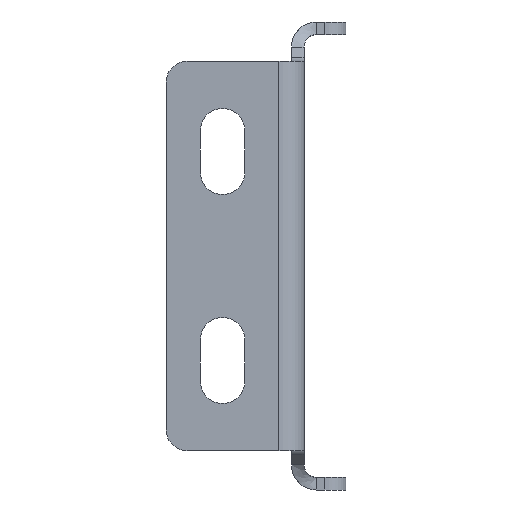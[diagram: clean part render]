
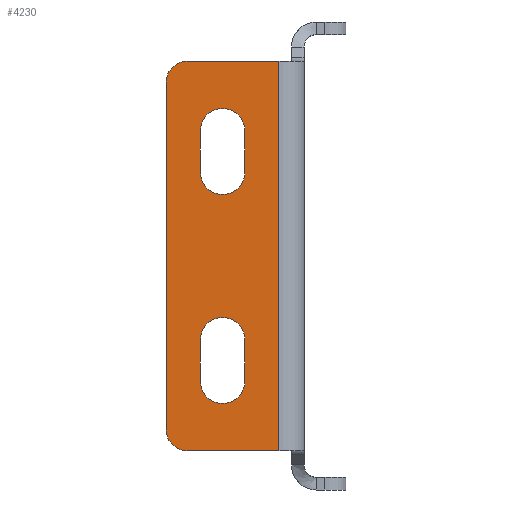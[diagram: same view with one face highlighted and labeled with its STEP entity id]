
A CAD part, front view. The second image highlights one B-rep face of the part: STEP entity #4230.
In plain terms, the highlighted planar face has unit normal (0, -1, 0).
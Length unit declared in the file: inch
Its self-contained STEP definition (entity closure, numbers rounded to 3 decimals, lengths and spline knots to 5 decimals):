
#989=CARTESIAN_POINT('',(-0.7,-2.175,-1.04));
#990=DIRECTION('',(0.,-1.,0.));
#991=DIRECTION('',(-1.,0.,0.));
#992=AXIS2_PLACEMENT_3D('',#989,#990,#991);
#994=DIRECTION('',(0.,0.,-1.));
#995=VECTOR('',#994,2.08);
#996=CARTESIAN_POINT('',(-0.825,-2.175,1.04));
#997=LINE('',#996,#995);
#998=CARTESIAN_POINT('',(-0.7,-2.175,1.04));
#999=DIRECTION('',(0.,-1.,0.));
#1000=DIRECTION('',(0.,0.,1.));
#1001=AXIS2_PLACEMENT_3D('',#998,#999,#1000);
#1003=DIRECTION('',(-1.,0.,0.));
#1004=VECTOR('',#1003,0.55);
#1005=CARTESIAN_POINT('',(-0.15,-2.175,1.165));
#1006=LINE('',#1005,#1004);
#1007=DIRECTION('',(1.,0.,0.));
#1008=VECTOR('',#1007,0.55);
#1009=CARTESIAN_POINT('',(-0.7,-2.175,-1.165));
#1010=LINE('',#1009,#1008);
#1011=DIRECTION('',(0.,0.,1.));
#1012=VECTOR('',#1011,0.25);
#1013=CARTESIAN_POINT('',(-0.3545,-2.175,-0.75));
#1014=LINE('',#1013,#1012);
#1015=CARTESIAN_POINT('',(-0.4875,-2.175,-0.5));
#1016=DIRECTION('',(0.,1.,0.));
#1017=DIRECTION('',(-1.,0.,0.));
#1018=AXIS2_PLACEMENT_3D('',#1015,#1016,#1017);
#1020=DIRECTION('',(0.,0.,-1.));
#1021=VECTOR('',#1020,0.25);
#1022=CARTESIAN_POINT('',(-0.6205,-2.175,-0.5));
#1023=LINE('',#1022,#1021);
#1024=CARTESIAN_POINT('',(-0.4875,-2.175,-0.75));
#1025=DIRECTION('',(0.,1.,0.));
#1026=DIRECTION('',(1.,0.,0.));
#1027=AXIS2_PLACEMENT_3D('',#1024,#1025,#1026);
#1029=CARTESIAN_POINT('',(-0.4875,-2.175,0.75));
#1030=DIRECTION('',(0.,1.,0.));
#1031=DIRECTION('',(-1.,0.,0.));
#1032=AXIS2_PLACEMENT_3D('',#1029,#1030,#1031);
#1034=DIRECTION('',(0.,0.,-1.));
#1035=VECTOR('',#1034,0.25);
#1036=CARTESIAN_POINT('',(-0.6205,-2.175,0.75));
#1037=LINE('',#1036,#1035);
#1038=CARTESIAN_POINT('',(-0.4875,-2.175,0.5));
#1039=DIRECTION('',(0.,1.,0.));
#1040=DIRECTION('',(1.,0.,0.));
#1041=AXIS2_PLACEMENT_3D('',#1038,#1039,#1040);
#1043=DIRECTION('',(0.,0.,1.));
#1044=VECTOR('',#1043,0.25);
#1045=CARTESIAN_POINT('',(-0.3545,-2.175,0.5));
#1046=LINE('',#1045,#1044);
#1047=DIRECTION('',(0.,0.,1.));
#1048=VECTOR('',#1047,2.33);
#1049=CARTESIAN_POINT('',(-0.15,-2.175,-1.165));
#1050=LINE('',#1049,#1048);
#2557=CARTESIAN_POINT('',(-0.15,-2.175,-1.165));
#2558=CARTESIAN_POINT('',(-0.15,-2.175,1.165));
#2559=VERTEX_POINT('',#2557);
#2560=VERTEX_POINT('',#2558);
#2629=CARTESIAN_POINT('',(-0.6205,-2.175,0.75));
#2630=CARTESIAN_POINT('',(-0.3545,-2.175,0.75));
#2631=VERTEX_POINT('',#2629);
#2632=VERTEX_POINT('',#2630);
#2633=CARTESIAN_POINT('',(-0.6205,-2.175,0.5));
#2634=VERTEX_POINT('',#2633);
#2635=CARTESIAN_POINT('',(-0.3545,-2.175,0.5));
#2636=VERTEX_POINT('',#2635);
#2637=CARTESIAN_POINT('',(-0.3545,-2.175,-0.75));
#2638=CARTESIAN_POINT('',(-0.3545,-2.175,-0.5));
#2639=VERTEX_POINT('',#2637);
#2640=VERTEX_POINT('',#2638);
#2641=CARTESIAN_POINT('',(-0.6205,-2.175,-0.5));
#2642=VERTEX_POINT('',#2641);
#2643=CARTESIAN_POINT('',(-0.6205,-2.175,-0.75));
#2644=VERTEX_POINT('',#2643);
#2649=CARTESIAN_POINT('',(-0.825,-2.175,-1.04));
#2650=VERTEX_POINT('',#2649);
#2651=CARTESIAN_POINT('',(-0.7,-2.175,-1.165));
#2652=VERTEX_POINT('',#2651);
#2657=CARTESIAN_POINT('',(-0.7,-2.175,1.165));
#2658=VERTEX_POINT('',#2657);
#2659=CARTESIAN_POINT('',(-0.825,-2.175,1.04));
#2660=VERTEX_POINT('',#2659);
#4195=CARTESIAN_POINT('',(-0.075,-2.175,0.61139));
#4196=DIRECTION('',(0.,-1.,0.));
#4197=DIRECTION('',(0.,0.,1.));
#4198=AXIS2_PLACEMENT_3D('',#4195,#4196,#4197);
#4199=PLANE('',#4198);
#4200=ORIENTED_EDGE('',*,*,#4147,.F.);
#4201=ORIENTED_EDGE('',*,*,#4163,.F.);
#4202=ORIENTED_EDGE('',*,*,#4176,.F.);
#4203=ORIENTED_EDGE('',*,*,#4190,.F.);
#4205=ORIENTED_EDGE('',*,*,#4204,.F.);
#4207=ORIENTED_EDGE('',*,*,#4206,.F.);
#4208=EDGE_LOOP('',(#4200,#4201,#4202,#4203,#4205,#4207));
#4209=FACE_OUTER_BOUND('',#4208,.F.);
#4211=ORIENTED_EDGE('',*,*,#4210,.T.);
#4213=ORIENTED_EDGE('',*,*,#4212,.F.);
#4215=ORIENTED_EDGE('',*,*,#4214,.T.);
#4217=ORIENTED_EDGE('',*,*,#4216,.F.);
#4218=EDGE_LOOP('',(#4211,#4213,#4215,#4217));
#4219=FACE_BOUND('',#4218,.F.);
#4221=ORIENTED_EDGE('',*,*,#4220,.F.);
#4223=ORIENTED_EDGE('',*,*,#4222,.T.);
#4225=ORIENTED_EDGE('',*,*,#4224,.F.);
#4227=ORIENTED_EDGE('',*,*,#4226,.T.);
#4228=EDGE_LOOP('',(#4221,#4223,#4225,#4227));
#4229=FACE_BOUND('',#4228,.F.);
#4230=ADVANCED_FACE('',(#4209,#4219,#4229),#4199,.T.);
#993=CIRCLE('',#992,0.125);
#1002=CIRCLE('',#1001,0.125);
#1019=CIRCLE('',#1018,0.133);
#1028=CIRCLE('',#1027,0.133);
#1033=CIRCLE('',#1032,0.133);
#1042=CIRCLE('',#1041,0.133);
#4147=EDGE_CURVE('',#2650,#2652,#993,.T.);
#4163=EDGE_CURVE('',#2660,#2650,#997,.T.);
#4176=EDGE_CURVE('',#2658,#2660,#1002,.T.);
#4190=EDGE_CURVE('',#2560,#2658,#1006,.T.);
#4204=EDGE_CURVE('',#2559,#2560,#1050,.T.);
#4206=EDGE_CURVE('',#2652,#2559,#1010,.T.);
#4210=EDGE_CURVE('',#2639,#2640,#1014,.T.);
#4212=EDGE_CURVE('',#2642,#2640,#1019,.T.);
#4214=EDGE_CURVE('',#2642,#2644,#1023,.T.);
#4216=EDGE_CURVE('',#2639,#2644,#1028,.T.);
#4220=EDGE_CURVE('',#2631,#2632,#1033,.T.);
#4222=EDGE_CURVE('',#2631,#2634,#1037,.T.);
#4224=EDGE_CURVE('',#2636,#2634,#1042,.T.);
#4226=EDGE_CURVE('',#2636,#2632,#1046,.T.);
